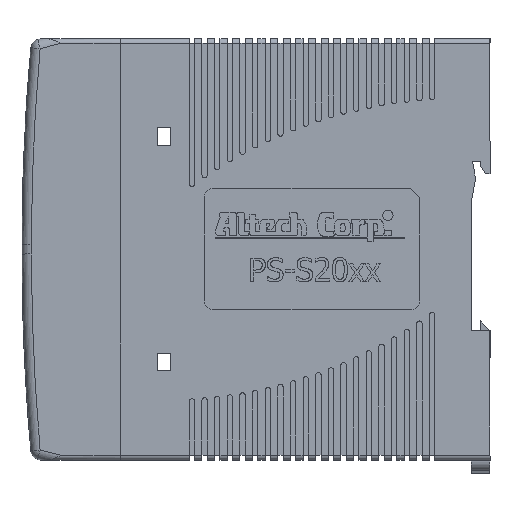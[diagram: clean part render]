
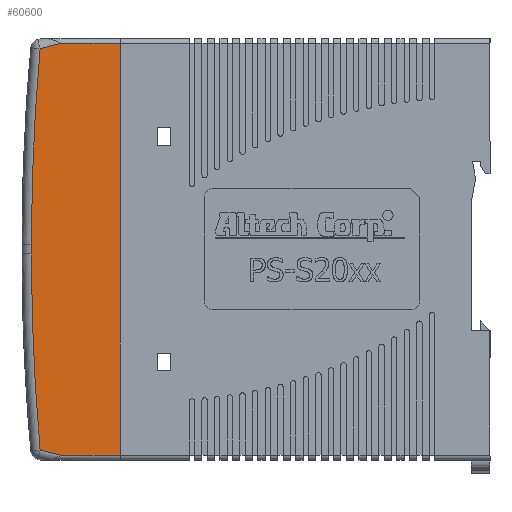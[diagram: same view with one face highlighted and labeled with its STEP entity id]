
A CAD part, top view. The second image highlights one B-rep face of the part: STEP entity #60600.
In plain terms, the highlighted face is planar.
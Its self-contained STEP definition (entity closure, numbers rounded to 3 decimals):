
#59897=CARTESIAN_POINT('',(-50.339,-70.214,0.0));
#59898=VERTEX_POINT('',#59897);
#59906=CARTESIAN_POINT('',(-37.585,-70.214,0.0));
#59907=VERTEX_POINT('',#59906);
#59908=CARTESIAN_POINT('',(-50.339,-70.214,0.0));
#59909=DIRECTION('',(1.0,0.0,0.0));
#59910=VECTOR('',#59909,12.754);
#59911=LINE('',#59908,#59910);
#59912=EDGE_CURVE('',#59898,#59907,#59911,.T.);
#59941=CARTESIAN_POINT('',(-33.203,-69.118,0.0));
#59942=VERTEX_POINT('',#59941);
#60053=CARTESIAN_POINT('',(-33.203,16.69,0.0));
#60054=VERTEX_POINT('',#60053);
#60223=CARTESIAN_POINT('',(-31.339,-25.214,0.0));
#60224=VERTEX_POINT('',#60223);
#60232=CARTESIAN_POINT('',(-503.401,-25.214,0.0));
#60233=DIRECTION('',(0.0,0.0,1.));
#60234=DIRECTION('',(0.999,0.046,0.0));
#60235=AXIS2_PLACEMENT_3D('',#60232,#60233,#60234);
#60236=CIRCLE('',#60235,472.063);
#60237=EDGE_CURVE('',#60224,#60054,#60236,.T.);
#60258=CARTESIAN_POINT('',(-37.585,17.786,0.));
#60259=VERTEX_POINT('',#60258);
#60260=CARTESIAN_POINT('',(-33.203,16.69,0.0));
#60261=DIRECTION('',(-0.97,0.243,0.));
#60262=VECTOR('',#60261,4.518);
#60263=LINE('',#60260,#60262);
#60264=EDGE_CURVE('',#60054,#60259,#60263,.T.);
#60312=CARTESIAN_POINT('',(-31.339,-27.214,0.0));
#60313=VERTEX_POINT('',#60312);
#60321=CARTESIAN_POINT('',(-31.339,-27.214,0.0));
#60322=DIRECTION('',(0.,1.0,0.0));
#60323=VECTOR('',#60322,2.);
#60324=LINE('',#60321,#60323);
#60325=EDGE_CURVE('',#60313,#60224,#60324,.T.);
#60342=CARTESIAN_POINT('',(-50.339,17.786,0.0));
#60343=VERTEX_POINT('',#60342);
#60360=CARTESIAN_POINT('',(-37.585,17.786,0.));
#60361=DIRECTION('',(-1.0,0.0,0.0));
#60362=VECTOR('',#60361,12.754);
#60363=LINE('',#60360,#60362);
#60364=EDGE_CURVE('',#60259,#60343,#60363,.T.);
#60439=CARTESIAN_POINT('',(-503.401,-27.214,0.0));
#60440=DIRECTION('',(0.0,0.0,1.));
#60441=DIRECTION('',(0.999,-0.046,0.0));
#60442=AXIS2_PLACEMENT_3D('',#60439,#60440,#60441);
#60443=CIRCLE('',#60442,472.062);
#60444=EDGE_CURVE('',#59942,#60313,#60443,.T.);
#60454=CARTESIAN_POINT('',(-37.585,-70.214,0.0));
#60455=DIRECTION('',(0.97,0.243,0.0));
#60456=VECTOR('',#60455,4.518);
#60457=LINE('',#60454,#60456);
#60458=EDGE_CURVE('',#59907,#59942,#60457,.T.);
#60580=CARTESIAN_POINT('',(-40.333,-26.214,0.0));
#60581=DIRECTION('',(0.0,0.0,1.0));
#60582=DIRECTION('',(1.0,0.0,0.0));
#60583=AXIS2_PLACEMENT_3D('',#60580,#60581,#60582);
#60584=PLANE('',#60583);
#60585=ORIENTED_EDGE('',*,*,#60364,.F.);
#60586=ORIENTED_EDGE('',*,*,#60264,.F.);
#60587=ORIENTED_EDGE('',*,*,#60237,.F.);
#60588=ORIENTED_EDGE('',*,*,#60325,.F.);
#60589=ORIENTED_EDGE('',*,*,#60444,.F.);
#60590=ORIENTED_EDGE('',*,*,#60458,.F.);
#60591=ORIENTED_EDGE('',*,*,#59912,.F.);
#60592=CARTESIAN_POINT('',(-50.339,17.786,0.0));
#60593=DIRECTION('',(0.0,-1.0,0.0));
#60594=VECTOR('',#60593,88.0);
#60595=LINE('',#60592,#60594);
#60596=EDGE_CURVE('',#60343,#59898,#60595,.T.);
#60597=ORIENTED_EDGE('',*,*,#60596,.F.);
#60598=EDGE_LOOP('',(#60585,#60586,#60587,#60588,#60589,#60590,#60591,#60597));
#60599=FACE_OUTER_BOUND('',#60598,.T.);
#60600=ADVANCED_FACE('',(#60599),#60584,.F.);
